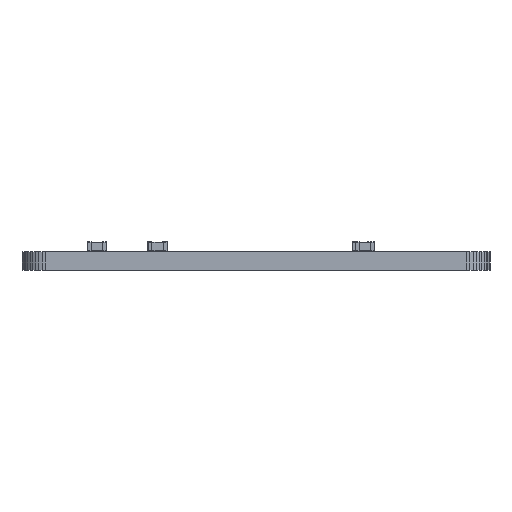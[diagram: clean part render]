
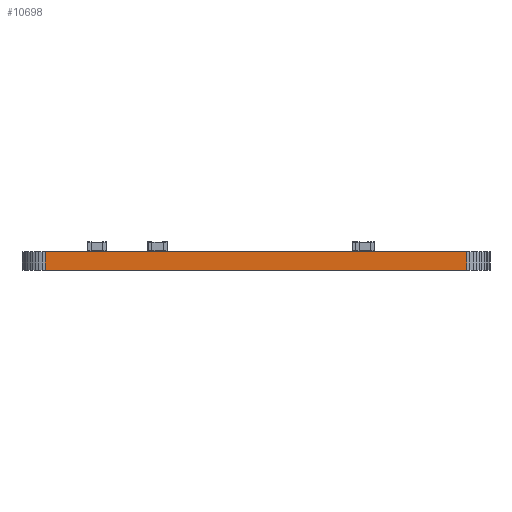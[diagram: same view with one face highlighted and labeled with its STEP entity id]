
A CAD part, left-side view. The second image highlights one B-rep face of the part: STEP entity #10698.
In plain terms, the highlighted planar face has unit normal (-1, 0, 0).
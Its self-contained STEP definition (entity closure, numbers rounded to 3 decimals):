
#2199 = PLANE('',#2200);
#2200 = AXIS2_PLACEMENT_3D('',#2201,#2202,#2203);
#2201 = CARTESIAN_POINT('',(80.,-80.,1.58));
#2202 = DIRECTION('',(-0.,-0.,-1.));
#2203 = DIRECTION('',(-1.,0.,0.));
#2253 = PLANE('',#2254);
#2254 = AXIS2_PLACEMENT_3D('',#2255,#2256,#2257);
#2255 = CARTESIAN_POINT('',(80.,-80.,0.));
#2256 = DIRECTION('',(-0.,-0.,-1.));
#2257 = DIRECTION('',(-1.,0.,0.));
#3286 = VERTEX_POINT('',#3287);
#3287 = CARTESIAN_POINT('',(60.,-98.,0.));
#3301 = PLANE('',#3302);
#3302 = AXIS2_PLACEMENT_3D('',#3303,#3304,#3305);
#3303 = CARTESIAN_POINT('',(60.02,-98.285,0.));
#3304 = DIRECTION('',(-0.997,-0.071,0.));
#3305 = DIRECTION('',(-0.071,0.997,0.));
#3313 = EDGE_CURVE('',#3286,#3314,#3316,.T.);
#3314 = VERTEX_POINT('',#3315);
#3315 = CARTESIAN_POINT('',(60.,-62.,0.));
#3316 = SURFACE_CURVE('',#3317,(#3321,#3328),.PCURVE_S1.);
#3317 = LINE('',#3318,#3319);
#3318 = CARTESIAN_POINT('',(60.,-98.,0.));
#3319 = VECTOR('',#3320,1.);
#3320 = DIRECTION('',(0.,1.,0.));
#3321 = PCURVE('',#2253,#3322);
#3322 = DEFINITIONAL_REPRESENTATION('',(#3323),#3327);
#3323 = LINE('',#3324,#3325);
#3324 = CARTESIAN_POINT('',(20.,-18.));
#3325 = VECTOR('',#3326,1.);
#3326 = DIRECTION('',(0.,1.));
#3327 = ( GEOMETRIC_REPRESENTATION_CONTEXT(2) 
PARAMETRIC_REPRESENTATION_CONTEXT() REPRESENTATION_CONTEXT('2D SPACE',''
  ) );
#3328 = PCURVE('',#3329,#3334);
#3329 = PLANE('',#3330);
#3330 = AXIS2_PLACEMENT_3D('',#3331,#3332,#3333);
#3331 = CARTESIAN_POINT('',(60.,-98.,0.));
#3332 = DIRECTION('',(-1.,0.,0.));
#3333 = DIRECTION('',(0.,1.,0.));
#3334 = DEFINITIONAL_REPRESENTATION('',(#3335),#3339);
#3335 = LINE('',#3336,#3337);
#3336 = CARTESIAN_POINT('',(0.,0.));
#3337 = VECTOR('',#3338,1.);
#3338 = DIRECTION('',(1.,0.));
#3339 = ( GEOMETRIC_REPRESENTATION_CONTEXT(2) 
PARAMETRIC_REPRESENTATION_CONTEXT() REPRESENTATION_CONTEXT('2D SPACE',''
  ) );
#3357 = PLANE('',#3358);
#3358 = AXIS2_PLACEMENT_3D('',#3359,#3360,#3361);
#3359 = CARTESIAN_POINT('',(60.,-62.,0.));
#3360 = DIRECTION('',(-0.997,0.071,0.));
#3361 = DIRECTION('',(0.071,0.997,0.));
#7318 = VERTEX_POINT('',#7319);
#7319 = CARTESIAN_POINT('',(60.,-98.,1.58));
#7340 = EDGE_CURVE('',#7318,#7341,#7343,.T.);
#7341 = VERTEX_POINT('',#7342);
#7342 = CARTESIAN_POINT('',(60.,-62.,1.58));
#7343 = SURFACE_CURVE('',#7344,(#7348,#7355),.PCURVE_S1.);
#7344 = LINE('',#7345,#7346);
#7345 = CARTESIAN_POINT('',(60.,-98.,1.58));
#7346 = VECTOR('',#7347,1.);
#7347 = DIRECTION('',(0.,1.,0.));
#7348 = PCURVE('',#2199,#7349);
#7349 = DEFINITIONAL_REPRESENTATION('',(#7350),#7354);
#7350 = LINE('',#7351,#7352);
#7351 = CARTESIAN_POINT('',(20.,-18.));
#7352 = VECTOR('',#7353,1.);
#7353 = DIRECTION('',(0.,1.));
#7354 = ( GEOMETRIC_REPRESENTATION_CONTEXT(2) 
PARAMETRIC_REPRESENTATION_CONTEXT() REPRESENTATION_CONTEXT('2D SPACE',''
  ) );
#7355 = PCURVE('',#3329,#7356);
#7356 = DEFINITIONAL_REPRESENTATION('',(#7357),#7361);
#7357 = LINE('',#7358,#7359);
#7358 = CARTESIAN_POINT('',(0.,-1.58));
#7359 = VECTOR('',#7360,1.);
#7360 = DIRECTION('',(1.,0.));
#7361 = ( GEOMETRIC_REPRESENTATION_CONTEXT(2) 
PARAMETRIC_REPRESENTATION_CONTEXT() REPRESENTATION_CONTEXT('2D SPACE',''
  ) );
#10648 = EDGE_CURVE('',#3314,#7341,#10649,.T.);
#10649 = SURFACE_CURVE('',#10650,(#10654,#10661),.PCURVE_S1.);
#10650 = LINE('',#10651,#10652);
#10651 = CARTESIAN_POINT('',(60.,-62.,0.));
#10652 = VECTOR('',#10653,1.);
#10653 = DIRECTION('',(0.,0.,1.));
#10654 = PCURVE('',#3357,#10655);
#10655 = DEFINITIONAL_REPRESENTATION('',(#10656),#10660);
#10656 = LINE('',#10657,#10658);
#10657 = CARTESIAN_POINT('',(0.,0.));
#10658 = VECTOR('',#10659,1.);
#10659 = DIRECTION('',(0.,-1.));
#10660 = ( GEOMETRIC_REPRESENTATION_CONTEXT(2) 
PARAMETRIC_REPRESENTATION_CONTEXT() REPRESENTATION_CONTEXT('2D SPACE',''
  ) );
#10661 = PCURVE('',#3329,#10662);
#10662 = DEFINITIONAL_REPRESENTATION('',(#10663),#10667);
#10663 = LINE('',#10664,#10665);
#10664 = CARTESIAN_POINT('',(36.,0.));
#10665 = VECTOR('',#10666,1.);
#10666 = DIRECTION('',(0.,-1.));
#10667 = ( GEOMETRIC_REPRESENTATION_CONTEXT(2) 
PARAMETRIC_REPRESENTATION_CONTEXT() REPRESENTATION_CONTEXT('2D SPACE',''
  ) );
#10698 = ADVANCED_FACE('',(#10699),#3329,.T.);
#10699 = FACE_BOUND('',#10700,.T.);
#10700 = EDGE_LOOP('',(#10701,#10722,#10723,#10724));
#10701 = ORIENTED_EDGE('',*,*,#10702,.T.);
#10702 = EDGE_CURVE('',#3286,#7318,#10703,.T.);
#10703 = SURFACE_CURVE('',#10704,(#10708,#10715),.PCURVE_S1.);
#10704 = LINE('',#10705,#10706);
#10705 = CARTESIAN_POINT('',(60.,-98.,0.));
#10706 = VECTOR('',#10707,1.);
#10707 = DIRECTION('',(0.,0.,1.));
#10708 = PCURVE('',#3329,#10709);
#10709 = DEFINITIONAL_REPRESENTATION('',(#10710),#10714);
#10710 = LINE('',#10711,#10712);
#10711 = CARTESIAN_POINT('',(0.,0.));
#10712 = VECTOR('',#10713,1.);
#10713 = DIRECTION('',(0.,-1.));
#10714 = ( GEOMETRIC_REPRESENTATION_CONTEXT(2) 
PARAMETRIC_REPRESENTATION_CONTEXT() REPRESENTATION_CONTEXT('2D SPACE',''
  ) );
#10715 = PCURVE('',#3301,#10716);
#10716 = DEFINITIONAL_REPRESENTATION('',(#10717),#10721);
#10717 = LINE('',#10718,#10719);
#10718 = CARTESIAN_POINT('',(0.285,0.));
#10719 = VECTOR('',#10720,1.);
#10720 = DIRECTION('',(0.,-1.));
#10721 = ( GEOMETRIC_REPRESENTATION_CONTEXT(2) 
PARAMETRIC_REPRESENTATION_CONTEXT() REPRESENTATION_CONTEXT('2D SPACE',''
  ) );
#10722 = ORIENTED_EDGE('',*,*,#7340,.T.);
#10723 = ORIENTED_EDGE('',*,*,#10648,.F.);
#10724 = ORIENTED_EDGE('',*,*,#3313,.F.);
